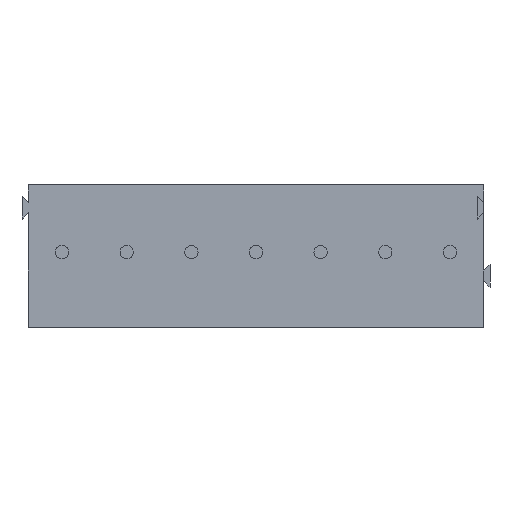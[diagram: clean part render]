
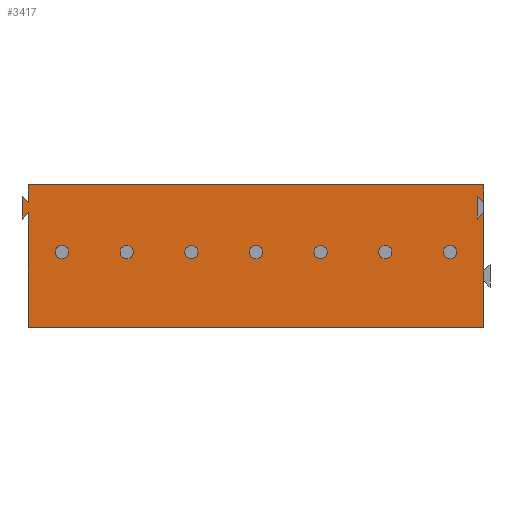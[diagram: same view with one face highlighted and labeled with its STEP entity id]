
A CAD part, front view. The second image highlights one B-rep face of the part: STEP entity #3417.
In plain terms, the highlighted planar face has unit normal (0, -1, 0).
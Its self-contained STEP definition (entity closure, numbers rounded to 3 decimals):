
#183=FACE_BOUND('',#641,.T.);
#184=FACE_BOUND('',#642,.T.);
#185=FACE_BOUND('',#643,.T.);
#186=FACE_BOUND('',#644,.T.);
#187=FACE_BOUND('',#645,.T.);
#188=FACE_BOUND('',#646,.T.);
#189=FACE_BOUND('',#647,.T.);
#198=CIRCLE('',#3465,0.525);
#204=CIRCLE('',#3494,0.525);
#210=CIRCLE('',#3523,0.525);
#216=CIRCLE('',#3552,0.525);
#222=CIRCLE('',#3581,0.525);
#228=CIRCLE('',#3610,0.525);
#234=CIRCLE('',#3642,0.525);
#425=FACE_OUTER_BOUND('',#640,.T.);
#640=EDGE_LOOP('',(#3039,#3040,#3041,#3042,#3043,#3044,#3045,#3046,#3047,
#3048,#3049,#3050));
#641=EDGE_LOOP('',(#3051));
#642=EDGE_LOOP('',(#3052));
#643=EDGE_LOOP('',(#3053));
#644=EDGE_LOOP('',(#3054));
#645=EDGE_LOOP('',(#3055));
#646=EDGE_LOOP('',(#3056));
#647=EDGE_LOOP('',(#3057));
#679=LINE('',#4622,#1073);
#683=LINE('',#4630,#1077);
#689=LINE('',#4643,#1083);
#693=LINE('',#4652,#1087);
#696=LINE('',#4656,#1090);
#700=LINE('',#4664,#1094);
#702=LINE('',#4669,#1096);
#705=LINE('',#4673,#1099);
#1028=LINE('',#5428,#1422);
#1039=LINE('',#5461,#1433);
#1040=LINE('',#5462,#1434);
#1041=LINE('',#5464,#1435);
#1073=VECTOR('',#3741,10.);
#1077=VECTOR('',#3745,10.);
#1083=VECTOR('',#3753,10.);
#1087=VECTOR('',#3759,10.);
#1090=VECTOR('',#3764,10.);
#1094=VECTOR('',#3772,10.);
#1096=VECTOR('',#3776,10.);
#1099=VECTOR('',#3781,10.);
#1422=VECTOR('',#4498,10.);
#1433=VECTOR('',#4535,10.);
#1434=VECTOR('',#4536,10.);
#1435=VECTOR('',#4539,10.);
#1465=VERTEX_POINT('',#4619);
#1466=VERTEX_POINT('',#4621);
#1469=VERTEX_POINT('',#4627);
#1470=VERTEX_POINT('',#4629);
#1475=VERTEX_POINT('',#4640);
#1476=VERTEX_POINT('',#4642);
#1479=VERTEX_POINT('',#4649);
#1480=VERTEX_POINT('',#4651);
#1482=VERTEX_POINT('',#4662);
#1484=VERTEX_POINT('',#4668);
#1486=VERTEX_POINT('',#4678);
#1520=VERTEX_POINT('',#4786);
#1554=VERTEX_POINT('',#4894);
#1588=VERTEX_POINT('',#5002);
#1622=VERTEX_POINT('',#5110);
#1656=VERTEX_POINT('',#5218);
#1693=VERTEX_POINT('',#5338);
#1719=VERTEX_POINT('',#5426);
#1728=VERTEX_POINT('',#5459);
#1767=EDGE_CURVE('',#1466,#1465,#679,.T.);
#1771=EDGE_CURVE('',#1470,#1469,#683,.T.);
#1777=EDGE_CURVE('',#1476,#1475,#689,.T.);
#1781=EDGE_CURVE('',#1480,#1479,#693,.T.);
#1784=EDGE_CURVE('',#1479,#1476,#696,.T.);
#1788=EDGE_CURVE('',#1469,#1482,#700,.T.);
#1790=EDGE_CURVE('',#1484,#1466,#702,.T.);
#1793=EDGE_CURVE('',#1482,#1484,#705,.T.);
#1795=EDGE_CURVE('',#1486,#1486,#198,.T.);
#1846=EDGE_CURVE('',#1520,#1520,#204,.T.);
#1897=EDGE_CURVE('',#1554,#1554,#210,.T.);
#1948=EDGE_CURVE('',#1588,#1588,#216,.T.);
#1999=EDGE_CURVE('',#1622,#1622,#222,.T.);
#2050=EDGE_CURVE('',#1656,#1656,#228,.T.);
#2107=EDGE_CURVE('',#1693,#1693,#234,.T.);
#2154=EDGE_CURVE('',#1465,#1719,#1028,.T.);
#2169=EDGE_CURVE('',#1475,#1728,#1039,.T.);
#2170=EDGE_CURVE('',#1719,#1480,#1040,.T.);
#2171=EDGE_CURVE('',#1728,#1470,#1041,.T.);
#3039=ORIENTED_EDGE('',*,*,#1790,.T.);
#3040=ORIENTED_EDGE('',*,*,#1767,.T.);
#3041=ORIENTED_EDGE('',*,*,#2154,.T.);
#3042=ORIENTED_EDGE('',*,*,#2170,.T.);
#3043=ORIENTED_EDGE('',*,*,#1781,.T.);
#3044=ORIENTED_EDGE('',*,*,#1784,.T.);
#3045=ORIENTED_EDGE('',*,*,#1777,.T.);
#3046=ORIENTED_EDGE('',*,*,#2169,.T.);
#3047=ORIENTED_EDGE('',*,*,#2171,.T.);
#3048=ORIENTED_EDGE('',*,*,#1771,.T.);
#3049=ORIENTED_EDGE('',*,*,#1788,.T.);
#3050=ORIENTED_EDGE('',*,*,#1793,.T.);
#3051=ORIENTED_EDGE('',*,*,#1795,.T.);
#3052=ORIENTED_EDGE('',*,*,#1897,.T.);
#3053=ORIENTED_EDGE('',*,*,#1999,.T.);
#3054=ORIENTED_EDGE('',*,*,#2050,.T.);
#3055=ORIENTED_EDGE('',*,*,#1948,.T.);
#3056=ORIENTED_EDGE('',*,*,#1846,.T.);
#3057=ORIENTED_EDGE('',*,*,#2107,.T.);
#3230=PLANE('',#3673);
#3417=ADVANCED_FACE('',(#425,#183,#184,#185,#186,#187,#188,#189),#3230,
 .F.);
#3465=AXIS2_PLACEMENT_3D('',#4679,#3788,#3789);
#3494=AXIS2_PLACEMENT_3D('',#4787,#3891,#3892);
#3523=AXIS2_PLACEMENT_3D('',#4895,#3994,#3995);
#3552=AXIS2_PLACEMENT_3D('',#5003,#4097,#4098);
#3581=AXIS2_PLACEMENT_3D('',#5111,#4200,#4201);
#3610=AXIS2_PLACEMENT_3D('',#5219,#4303,#4304);
#3642=AXIS2_PLACEMENT_3D('',#5339,#4418,#4419);
#3673=AXIS2_PLACEMENT_3D('',#5465,#4540,#4541);
#3741=DIRECTION('',(0.,0.,1.));
#3745=DIRECTION('',(0.,0.,1.));
#3753=DIRECTION('',(0.707,0.,0.707));
#3759=DIRECTION('',(-0.707,0.,0.707));
#3764=DIRECTION('',(0.,0.,-1.));
#3772=DIRECTION('',(-0.707,0.,-0.707));
#3776=DIRECTION('',(0.707,0.,-0.707));
#3781=DIRECTION('',(0.,0.,1.));
#3788=DIRECTION('center_axis',(0.,1.,0.));
#3789=DIRECTION('ref_axis',(1.,0.,0.));
#3891=DIRECTION('center_axis',(0.,1.,0.));
#3892=DIRECTION('ref_axis',(1.,0.,0.));
#3994=DIRECTION('center_axis',(0.,1.,0.));
#3995=DIRECTION('ref_axis',(1.,0.,0.));
#4097=DIRECTION('center_axis',(0.,1.,0.));
#4098=DIRECTION('ref_axis',(1.,0.,0.));
#4200=DIRECTION('center_axis',(0.,1.,0.));
#4201=DIRECTION('ref_axis',(1.,0.,0.));
#4303=DIRECTION('center_axis',(0.,1.,0.));
#4304=DIRECTION('ref_axis',(1.,0.,0.));
#4418=DIRECTION('center_axis',(0.,1.,0.));
#4419=DIRECTION('ref_axis',(1.,0.,0.));
#4498=DIRECTION('',(-1.,0.,0.));
#4535=DIRECTION('',(0.,0.,-1.));
#4536=DIRECTION('',(0.,0.,-1.));
#4539=DIRECTION('',(1.,0.,0.));
#4540=DIRECTION('center_axis',(0.,1.,0.));
#4541=DIRECTION('ref_axis',(0.,0.,1.));
#4619=CARTESIAN_POINT('',(33.13,0.,5.3));
#4621=CARTESIAN_POINT('',(33.13,0.,3.9));
#4622=CARTESIAN_POINT('',(33.13,0.,-5.9));
#4627=CARTESIAN_POINT('',(33.13,0.,3.1));
#4629=CARTESIAN_POINT('',(33.13,0.,-5.9));
#4630=CARTESIAN_POINT('',(33.13,0.,-5.9));
#4640=CARTESIAN_POINT('',(-2.65,0.,3.1));
#4642=CARTESIAN_POINT('',(-3.15,0.,2.6));
#4643=CARTESIAN_POINT('',(-3.15,0.,2.6));
#4649=CARTESIAN_POINT('',(-3.15,0.,4.4));
#4651=CARTESIAN_POINT('',(-2.65,0.,3.9));
#4652=CARTESIAN_POINT('',(-2.65,0.,3.9));
#4656=CARTESIAN_POINT('',(-3.15,0.,4.4));
#4662=CARTESIAN_POINT('',(32.63,0.,2.6));
#4664=CARTESIAN_POINT('',(23.998,0.,-6.033));
#4668=CARTESIAN_POINT('',(32.63,0.,4.4));
#4669=CARTESIAN_POINT('',(25.648,0.,11.383));
#4673=CARTESIAN_POINT('',(32.63,0.,1.15));
#4678=CARTESIAN_POINT('',(29.955,0.,0.));
#4679=CARTESIAN_POINT('Origin',(30.48,0.,0.));
#4786=CARTESIAN_POINT('',(24.875,0.,0.));
#4787=CARTESIAN_POINT('Origin',(25.4,0.,0.));
#4894=CARTESIAN_POINT('',(19.795,0.,0.));
#4895=CARTESIAN_POINT('Origin',(20.32,0.,0.));
#5002=CARTESIAN_POINT('',(14.715,0.,0.));
#5003=CARTESIAN_POINT('Origin',(15.24,0.,0.));
#5110=CARTESIAN_POINT('',(9.635,0.,0.));
#5111=CARTESIAN_POINT('Origin',(10.16,0.,0.));
#5218=CARTESIAN_POINT('',(4.555,0.,0.));
#5219=CARTESIAN_POINT('Origin',(5.08,0.,0.));
#5338=CARTESIAN_POINT('',(-0.525,0.,0.));
#5339=CARTESIAN_POINT('Origin',(0.,0.,0.));
#5426=CARTESIAN_POINT('',(-2.65,0.,5.3));
#5428=CARTESIAN_POINT('',(2.65,0.,5.3));
#5459=CARTESIAN_POINT('',(-2.65,0.,-5.9));
#5461=CARTESIAN_POINT('',(-2.65,0.,5.3));
#5462=CARTESIAN_POINT('',(-2.65,0.,5.3));
#5464=CARTESIAN_POINT('',(-2.65,0.,-5.9));
#5465=CARTESIAN_POINT('Origin',(0.,0.,-0.3));
